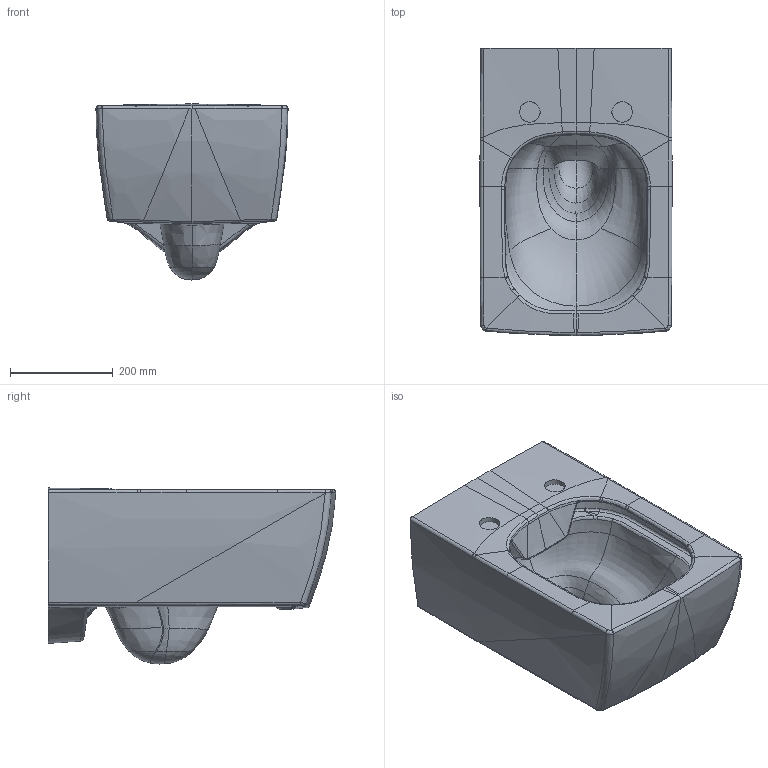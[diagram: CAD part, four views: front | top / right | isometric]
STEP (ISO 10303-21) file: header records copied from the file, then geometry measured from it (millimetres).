
FILE_DESCRIPTION(/* description */ (''),/* implementation_level */ '2;1');
FILE_NAME(/* name */ '4633R0_Memento2.0_WWC.stp',/* time_stamp */ '2018-09-06T07:20:19+02:00',/* author */ (''),/* organization */ (''),/* preprocessor_version */ 'ST-DEVELOPER v16',/* originating_system */ 'SIEMENS PLM Software NX 10.0',/* authorisation */ '');
FILE_SCHEMA (('AUTOMOTIVE_DESIGN { 1 0 10303 214 3 1 1 1 }'));
Products named in the file (1): Muel226864ADmauv
Bounding box: 374.63 x 560.21 x 343.19 mm (x, y, z)
Volume: 31532969.3 mm3; surface area: 1056870 mm2
Topology: 1 solids, 1 shells, 352 faces, 851 edges, 497 vertices
Faces by surface type: bspline 310, plane 16, cylinder 16, extrusion 4, sphere 4, cone 2
Full cylindrical faces by diameter (mm): 40 x2
Entity records: 92933 total; most frequent: CARTESIAN_POINT 87206, ORIENTED_EDGE 1686, EDGE_CURVE 843, B_SPLINE_CURVE_WITH_KNOTS 681, VERTEX_POINT 497, DIRECTION 369, EDGE_LOOP 356, ADVANCED_FACE 352
